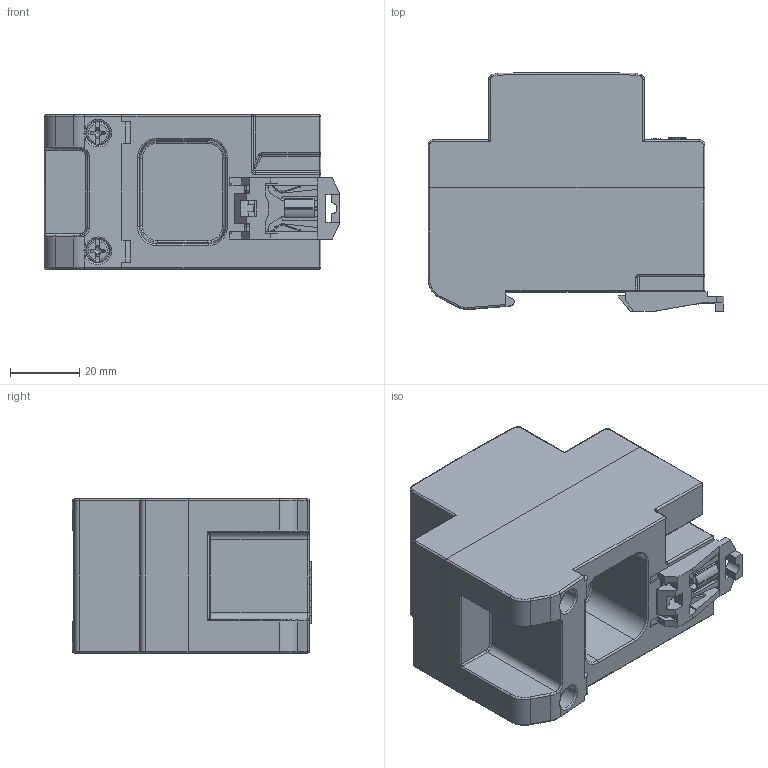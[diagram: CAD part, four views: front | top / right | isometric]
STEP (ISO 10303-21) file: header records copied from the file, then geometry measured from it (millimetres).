
FILE_DESCRIPTION((''),'2;1');
FILE_NAME('ZPT-MYF16109-1_ASM','2023-12-18T',('js26'),(''),'PRO/ENGINEER BY PARAMETRIC TECHNOLOGY CORPORATION, 2007160','PRO/ENGINEER BY PARAMETRIC TECHNOLOGY CORPORATION, 2007160','');
FILE_SCHEMA(('CONFIG_CONTROL_DESIGN'));
Length unit declared in the file: millimetre
Products named in the file (22): SZ-MYF16109-1_AF0; DZ-MYF1209_AF0; JDHP-S220E-7_AF0; LJPE-MYF16109-1_AF1; B-LJPE-MYF16109-1_AF0_ASM; FHM-0009-2; GDZ-MYF1209_AF0; JXZ-MYF1209_AF0; LJPN-MYF1209_AF0; MD-MYF1209_AF2; B-LJPN-MYF1209_AF0_ASM; JXZ-MYF1209_AF1; LJPL-MYF1209_AF0; MD-MYF1209_AF3; B-LJPL-MYF1209_AF0_ASM; JXDZ-MYF1209; TL2Z-025; TL3E-014; TH-0009-2_AF0; TH-0009-2_AF1; AZJ-DLZ1-1_AF0; ZPT-MYF16109-1_ASM
Assembly tree (26 placements, depth 3):
  ZPT-MYF16109-1_ASM
    SZ-MYF16109-1_AF0
    DZ-MYF1209_AF0
    B-LJPE-MYF16109-1_AF0_ASM
      JDHP-S220E-7_AF0
      LJPE-MYF16109-1_AF1
    FHM-0009-2
    GDZ-MYF1209_AF0
    B-LJPN-MYF1209_AF0_ASM
      JXZ-MYF1209_AF0
      LJPN-MYF1209_AF0
      MD-MYF1209_AF2
    B-LJPL-MYF1209_AF0_ASM
      JXZ-MYF1209_AF1
      LJPL-MYF1209_AF0
      MD-MYF1209_AF3
    JXDZ-MYF1209  x3
    TL2Z-025  x3
    TL3E-014  x2
    TH-0009-2_AF0
    TH-0009-2_AF1
    AZJ-DLZ1-1_AF0
Bounding box: 85.5 x 69.1 x 44.5 mm (x, y, z)
Volume: 56599.6 mm3; surface area: 82374.7 mm2
Topology: 29 solids, 29 shells, 3633 faces, 9947 edges, 6450 vertices
Faces by surface type: plane 2831, cylinder 494, torus 110, bspline 94, cone 61, sphere 39, extrusion 4
Entity records: 112954 total; most frequent: CARTESIAN_POINT 30830, ORIENTED_EDGE 17686, DIRECTION 15855, EDGE_CURVE 8843, VECTOR 7311, LINE 7307, VERTEX_POINT 5711, AXIS2_PLACEMENT_3D 4272
